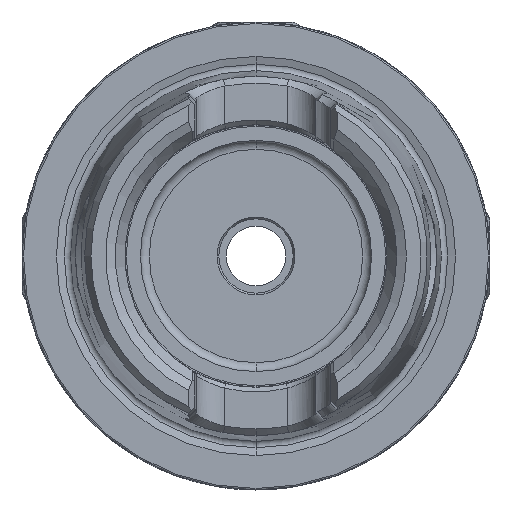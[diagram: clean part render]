
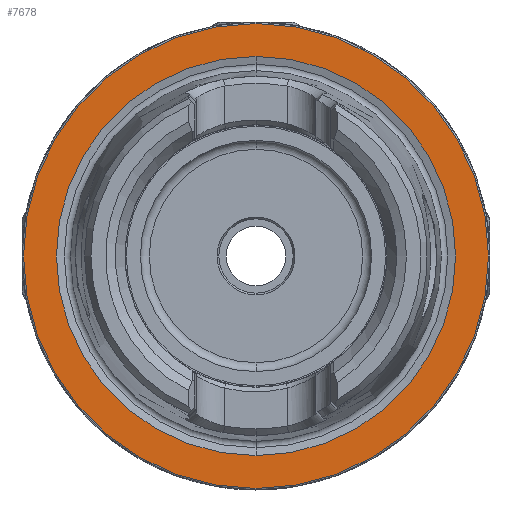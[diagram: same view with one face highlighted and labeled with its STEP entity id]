
A CAD part, left-side view. The second image highlights one B-rep face of the part: STEP entity #7678.
In plain terms, the highlighted planar face has unit normal (-1, 0, 0).
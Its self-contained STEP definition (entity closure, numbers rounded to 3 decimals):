
#114 = CARTESIAN_POINT ( 'NONE',  ( 0., 0., 31.275 ) ) ;
#424 = CARTESIAN_POINT ( 'NONE',  ( 0., 0., 26.85 ) ) ;
#518 = ORIENTED_EDGE ( 'NONE', *, *, #9713, .T. ) ;
#770 = ORIENTED_EDGE ( 'NONE', *, *, #11576, .T. ) ;
#1192 = VERTEX_POINT ( 'NONE', #424 ) ;
#1594 = ORIENTED_EDGE ( 'NONE', *, *, #10445, .F. ) ;
#1850 = DIRECTION ( 'NONE',  ( 0., 0., 1. ) ) ;
#2209 = FACE_BOUND ( 'NONE', #7811, .T. ) ;
#2439 = ORIENTED_EDGE ( 'NONE', *, *, #9772, .F. ) ;
#2517 = FACE_OUTER_BOUND ( 'NONE', #2678, .T. ) ;
#2678 = EDGE_LOOP ( 'NONE', ( #770, #518 ) ) ;
#2855 = DIRECTION ( 'NONE',  ( -1., 0., 0. ) ) ;
#2995 = CARTESIAN_POINT ( 'NONE',  ( 0., 0., 0. ) ) ;
#3587 = DIRECTION ( 'NONE',  ( 0., 0., 1. ) ) ;
#3610 = DIRECTION ( 'NONE',  ( -1., 0., 0. ) ) ;
#3623 = CARTESIAN_POINT ( 'NONE',  ( 0., 0., 0. ) ) ;
#3941 = DIRECTION ( 'NONE',  ( 0., 0., -1. ) ) ;
#4017 = DIRECTION ( 'NONE',  ( 1., 0., 0. ) ) ;
#4108 = PLANE ( 'NONE',  #9734 ) ;
#4257 = CIRCLE ( 'NONE', #10431, 26.85 ) ;
#4606 = VERTEX_POINT ( 'NONE', #9392 ) ;
#5115 = CARTESIAN_POINT ( 'NONE',  ( 0., 31.275, 0. ) ) ;
#5634 = CIRCLE ( 'NONE', #9531, 26.85 ) ;
#5994 = CARTESIAN_POINT ( 'NONE',  ( 0., 0., -31.275 ) ) ;
#6538 = CIRCLE ( 'NONE', #10513, 31.275 ) ;
#6792 = CIRCLE ( 'NONE', #8238, 31.275 ) ;
#7080 = VERTEX_POINT ( 'NONE', #5994 ) ;
#7678 = ADVANCED_FACE ( 'NONE', ( #2209, #2517 ), #4108, .F. ) ;
#7811 = EDGE_LOOP ( 'NONE', ( #2439, #1594 ) ) ;
#8238 = AXIS2_PLACEMENT_3D ( 'NONE', #3623, #3610, #3587 ) ;
#8575 = DIRECTION ( 'NONE',  ( 0., 0., 1. ) ) ;
#8688 = DIRECTION ( 'NONE',  ( -1., 0., 0. ) ) ;
#8709 = CARTESIAN_POINT ( 'NONE',  ( 0., 0., 0. ) ) ;
#9392 = CARTESIAN_POINT ( 'NONE',  ( 0., 0., -26.85 ) ) ;
#9531 = AXIS2_PLACEMENT_3D ( 'NONE', #2995, #2855, #1850 ) ;
#9713 = EDGE_CURVE ( 'NONE', #7080, #11147, #6538, .T. ) ;
#9734 = AXIS2_PLACEMENT_3D ( 'NONE', #5115, #4017, #3941 ) ;
#9772 = EDGE_CURVE ( 'NONE', #1192, #4606, #4257, .T. ) ;
#10094 = DIRECTION ( 'NONE',  ( 0., 0., 1. ) ) ;
#10231 = DIRECTION ( 'NONE',  ( -1., 0., 0. ) ) ;
#10244 = CARTESIAN_POINT ( 'NONE',  ( 0., 0., 0. ) ) ;
#10431 = AXIS2_PLACEMENT_3D ( 'NONE', #8709, #8688, #8575 ) ;
#10445 = EDGE_CURVE ( 'NONE', #4606, #1192, #5634, .T. ) ;
#10513 = AXIS2_PLACEMENT_3D ( 'NONE', #10244, #10231, #10094 ) ;
#11147 = VERTEX_POINT ( 'NONE', #114 ) ;
#11576 = EDGE_CURVE ( 'NONE', #11147, #7080, #6792, .T. ) ;
